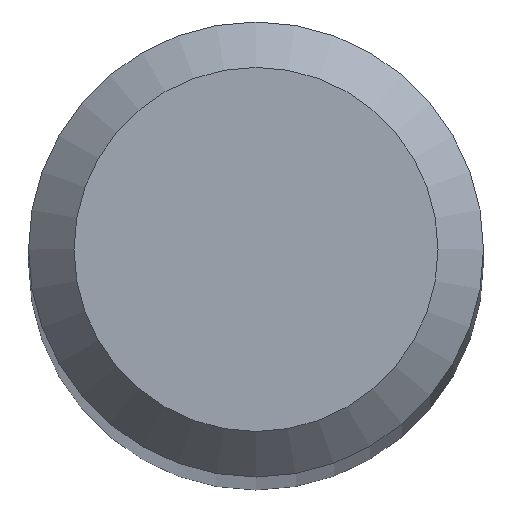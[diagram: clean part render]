
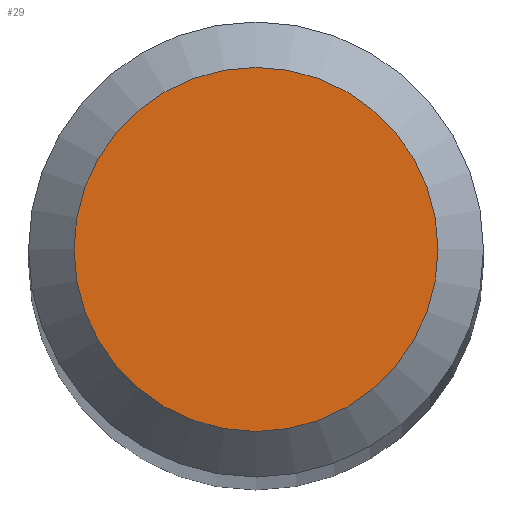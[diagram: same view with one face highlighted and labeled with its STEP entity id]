
A CAD part, top view. The second image highlights one B-rep face of the part: STEP entity #29.
In plain terms, the highlighted planar face has unit normal (0, 0, 1).
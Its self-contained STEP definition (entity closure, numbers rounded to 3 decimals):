
#29 = ADVANCED_FACE ( 'NONE', ( #141 ), #176, .F. ) ;
#40 = DIRECTION ( 'NONE',  ( 0., 1., 0. ) ) ;
#53 = EDGE_CURVE ( 'NONE', #275, #275, #183, .T. ) ;
#108 = CARTESIAN_POINT ( 'NONE',  ( 0., 0., 30. ) ) ;
#141 = FACE_OUTER_BOUND ( 'NONE', #247, .T. ) ;
#146 = DIRECTION ( 'NONE',  ( 0., 0., -1. ) ) ;
#176 = PLANE ( 'NONE',  #217 ) ;
#183 = CIRCLE ( 'NONE', #234, 0.6 ) ;
#196 = DIRECTION ( 'NONE',  ( 0., 0., -1. ) ) ;
#199 = CARTESIAN_POINT ( 'NONE',  ( 0., 0., 30. ) ) ;
#217 = AXIS2_PLACEMENT_3D ( 'NONE', #199, #196, #244 ) ;
#219 = ORIENTED_EDGE ( 'NONE', *, *, #53, .F. ) ;
#234 = AXIS2_PLACEMENT_3D ( 'NONE', #108, #146, #40 ) ;
#244 = DIRECTION ( 'NONE',  ( 0., 1., 0. ) ) ;
#247 = EDGE_LOOP ( 'NONE', ( #219 ) ) ;
#275 = VERTEX_POINT ( 'NONE', #279 ) ;
#279 = CARTESIAN_POINT ( 'NONE',  ( 0., 0.6, 30. ) ) ;
